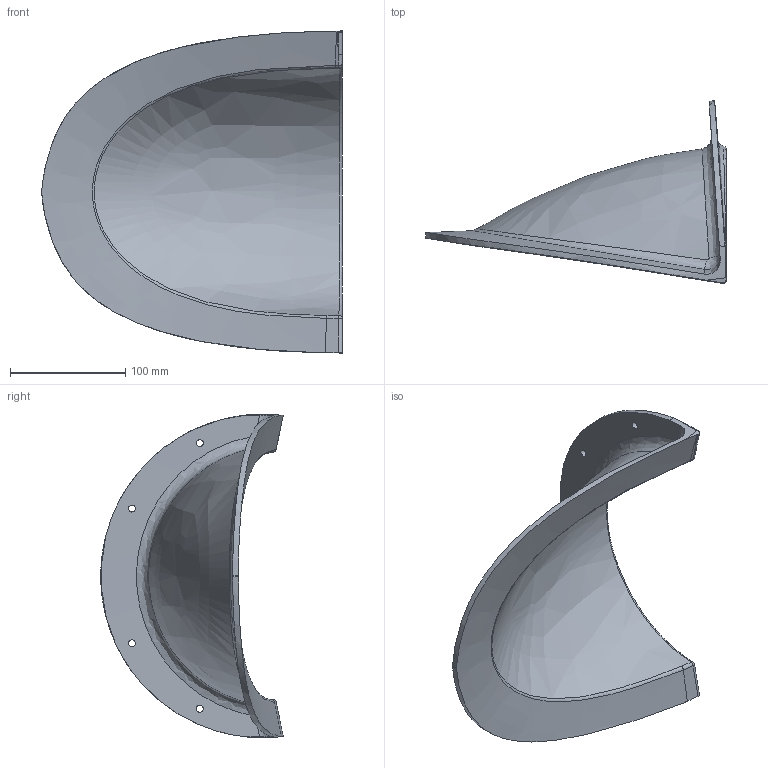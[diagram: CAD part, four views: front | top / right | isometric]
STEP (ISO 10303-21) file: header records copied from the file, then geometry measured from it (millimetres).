
FILE_DESCRIPTION(/* description */ ('SE120-150'),/* implementation_level */ '2;1');
FILE_NAME(/* name */ 'Cowls Ø215 long model SE130-150.stp',/* time_stamp */ '2015-10-15T09:25:34+02:00',/* author */ ('elvira'),/* organization */ (''),/* preprocessor_version */ 'ST-DEVELOPER v15.6',/* originating_system */ 'Autodesk Inventor 2015',/* authorisation */ '');
FILE_SCHEMA (('AUTOMOTIVE_DESIGN { 1 0 10303 214 3 1 1 }'));
Length unit declared in the file: millimetre
Products named in the file (1): Cowls Ø215 long model
Bounding box: 260.92 x 158.34 x 279.39 mm (x, y, z)
Volume: 483731 mm3; surface area: 181829.5 mm2
Topology: 1 solids, 1 shells, 46 faces, 120 edges, 76 vertices
Faces by surface type: bspline 28, cylinder 10, plane 6, sphere 2
Full cylindrical faces by diameter (mm): 6 x4
Entity records: 3418 total; most frequent: CARTESIAN_POINT 2472, ORIENTED_EDGE 224, EDGE_CURVE 112, DIRECTION 92, B_SPLINE_CURVE_WITH_KNOTS 79, VERTEX_POINT 72, EDGE_LOOP 58, STYLED_ITEM 47
